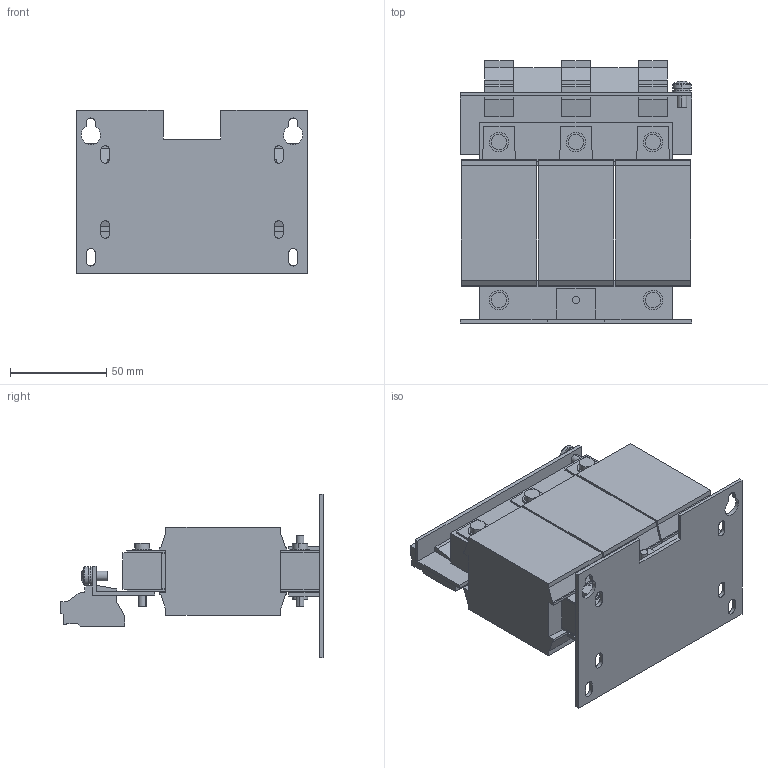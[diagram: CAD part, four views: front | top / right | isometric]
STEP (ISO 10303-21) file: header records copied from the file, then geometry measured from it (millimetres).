
FILE_DESCRIPTION (( 'STEP AP214' ), '1' );
FILE_NAME ('379853.STEP', '2021-09-13T11:53:14', ( '' ), ( '' ), 'SwSTEP 2.0', 'SolidWorks 2018', '' );
FILE_SCHEMA (( 'AUTOMOTIVE_DESIGN' ));
Length unit declared in the file: millimetre
Products named in the file (1): 379853
Bounding box: 120 x 136.32 x 85 mm (x, y, z)
Volume: 470659.5 mm3; surface area: 95298.2 mm2
Topology: 1 solids, 1 shells, 726 faces, 1932 edges, 1261 vertices
Faces by surface type: plane 564, cylinder 152, cone 6, torus 2, sphere 2
Entity records: 22438 total; most frequent: CARTESIAN_POINT 3942, ORIENTED_EDGE 3860, DIRECTION 3726, EDGE_CURVE 1930, LINE 1572, VECTOR 1572, VERTEX_POINT 1261, AXIS2_PLACEMENT_3D 1077
